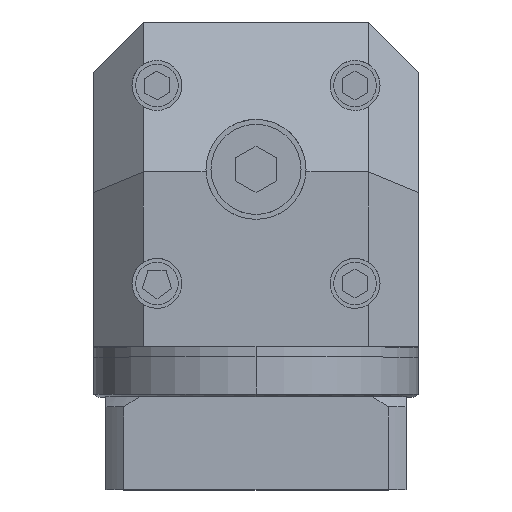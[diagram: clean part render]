
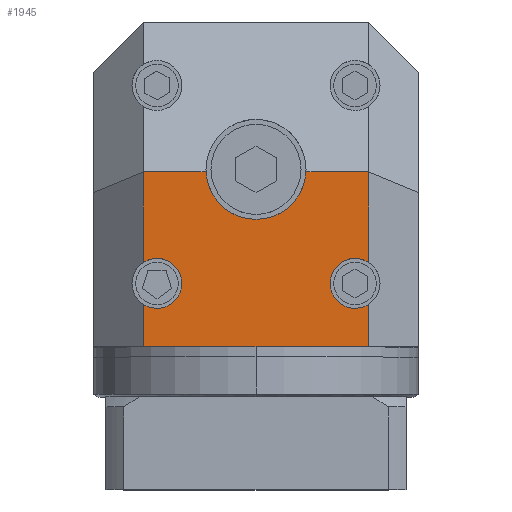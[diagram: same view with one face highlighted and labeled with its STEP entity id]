
A CAD part, top view. The second image highlights one B-rep face of the part: STEP entity #1945.
In plain terms, the highlighted planar face has unit normal (0, 0, 1).
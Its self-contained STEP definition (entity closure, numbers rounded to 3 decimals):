
#93 = DIRECTION ( 'NONE',  ( 0., 0., -1. ) ) ;
#257 = CARTESIAN_POINT ( 'NONE',  ( -9.987, 2.5, 65. ) ) ;
#295 = CIRCLE ( 'NONE', #7237, 5. ) ;
#371 = ORIENTED_EDGE ( 'NONE', *, *, #7084, .T. ) ;
#473 = CARTESIAN_POINT ( 'NONE',  ( 9.987, 2.5, 65. ) ) ;
#736 = DIRECTION ( 'NONE',  ( 0., 1., 0. ) ) ;
#894 = CIRCLE ( 'NONE', #10522, 5. ) ;
#916 = VERTEX_POINT ( 'NONE', #2866 ) ;
#920 = CARTESIAN_POINT ( 'NONE',  ( 0., 2.5, 65. ) ) ;
#934 = CARTESIAN_POINT ( 'NONE',  ( 22.5, 0., 65. ) ) ;
#1039 = AXIS2_PLACEMENT_3D ( 'NONE', #1529, #7647, #2399 ) ;
#1140 = ORIENTED_EDGE ( 'NONE', *, *, #8110, .F. ) ;
#1226 = CARTESIAN_POINT ( 'NONE',  ( -22.5, 2.5, 65. ) ) ;
#1249 = ORIENTED_EDGE ( 'NONE', *, *, #9706, .T. ) ;
#1301 = VECTOR ( 'NONE', #736, 1000. ) ;
#1326 = LINE ( 'NONE', #9522, #1602 ) ;
#1440 = DIRECTION ( 'NONE',  ( 0., 0., 1. ) ) ;
#1529 = CARTESIAN_POINT ( 'NONE',  ( -19.799, -19.799, 65. ) ) ;
#1559 = VERTEX_POINT ( 'NONE', #1226 ) ;
#1602 = VECTOR ( 'NONE', #4256, 1000. ) ;
#1678 = VERTEX_POINT ( 'NONE', #10207 ) ;
#1729 = VERTEX_POINT ( 'NONE', #10311 ) ;
#1804 = DIRECTION ( 'NONE',  ( 0., -1., 0. ) ) ;
#1815 = DIRECTION ( 'NONE',  ( 0., 1., 0. ) ) ;
#1945 = ADVANCED_FACE ( 'NONE', ( #6670 ), #4472, .F. ) ;
#2028 = CARTESIAN_POINT ( 'NONE',  ( 19.799, -19.799, 65. ) ) ;
#2108 = CARTESIAN_POINT ( 'NONE',  ( -32.5, -32.5, 65. ) ) ;
#2156 = AXIS2_PLACEMENT_3D ( 'NONE', #10607, #93, #6215 ) ;
#2257 = EDGE_CURVE ( 'NONE', #1559, #4035, #3101, .T. ) ;
#2399 = DIRECTION ( 'NONE',  ( -1., 0., 0. ) ) ;
#2407 = LINE ( 'NONE', #2108, #4741 ) ;
#2449 = CIRCLE ( 'NONE', #6586, 5. ) ;
#2704 = CARTESIAN_POINT ( 'NONE',  ( 19.799, -19.799, 65. ) ) ;
#2723 = CARTESIAN_POINT ( 'NONE',  ( -22.5, -32.5, 65. ) ) ;
#2822 = VECTOR ( 'NONE', #1804, 1000. ) ;
#2828 = VECTOR ( 'NONE', #8970, 1000. ) ;
#2852 = LINE ( 'NONE', #920, #9592 ) ;
#2866 = CARTESIAN_POINT ( 'NONE',  ( -14.799, -19.799, 65. ) ) ;
#2891 = DIRECTION ( 'NONE',  ( 1., 0., 0. ) ) ;
#3039 = AXIS2_PLACEMENT_3D ( 'NONE', #10198, #4917, #11078 ) ;
#3063 = CARTESIAN_POINT ( 'NONE',  ( -22.5, 0., 65. ) ) ;
#3101 = LINE ( 'NONE', #4402, #2822 ) ;
#3352 = ORIENTED_EDGE ( 'NONE', *, *, #7699, .F. ) ;
#3370 = LINE ( 'NONE', #8076, #2828 ) ;
#3530 = ORIENTED_EDGE ( 'NONE', *, *, #6722, .T. ) ;
#3576 = DIRECTION ( 'NONE',  ( 1., 0., 0. ) ) ;
#3616 = CARTESIAN_POINT ( 'NONE',  ( -22.5, -15.591, 65. ) ) ;
#3755 = EDGE_CURVE ( 'NONE', #7701, #1559, #1326, .T. ) ;
#3925 = ORIENTED_EDGE ( 'NONE', *, *, #5986, .F. ) ;
#4035 = VERTEX_POINT ( 'NONE', #3616 ) ;
#4094 = LINE ( 'NONE', #3063, #6142 ) ;
#4153 = ORIENTED_EDGE ( 'NONE', *, *, #4160, .T. ) ;
#4160 = EDGE_CURVE ( 'NONE', #4941, #10103, #2407, .T. ) ;
#4256 = DIRECTION ( 'NONE',  ( -1., 0., 0. ) ) ;
#4402 = CARTESIAN_POINT ( 'NONE',  ( -22.5, 0., 65. ) ) ;
#4472 = PLANE ( 'NONE',  #2156 ) ;
#4741 = VECTOR ( 'NONE', #10018, 1000. ) ;
#4837 = CARTESIAN_POINT ( 'NONE',  ( 14.799, -19.799, 65. ) ) ;
#4917 = DIRECTION ( 'NONE',  ( 0., 0., 1. ) ) ;
#4941 = VERTEX_POINT ( 'NONE', #2723 ) ;
#4989 = CIRCLE ( 'NONE', #3039, 10. ) ;
#4998 = ORIENTED_EDGE ( 'NONE', *, *, #2257, .T. ) ;
#5032 = EDGE_LOOP ( 'NONE', ( #371, #5170, #9521, #4998, #8859, #1140, #3530, #4153, #5099, #5937, #3925, #3352, #1249 ) ) ;
#5099 = ORIENTED_EDGE ( 'NONE', *, *, #7656, .T. ) ;
#5170 = ORIENTED_EDGE ( 'NONE', *, *, #9550, .F. ) ;
#5418 = EDGE_CURVE ( 'NONE', #7627, #8910, #10855, .T. ) ;
#5937 = ORIENTED_EDGE ( 'NONE', *, *, #5418, .T. ) ;
#5945 = LINE ( 'NONE', #11254, #1301 ) ;
#5986 = EDGE_CURVE ( 'NONE', #10590, #8910, #2449, .T. ) ;
#6076 = VERTEX_POINT ( 'NONE', #8128 ) ;
#6142 = VECTOR ( 'NONE', #10106, 1000. ) ;
#6151 = DIRECTION ( 'NONE',  ( -1., 0., 0. ) ) ;
#6158 = VECTOR ( 'NONE', #1815, 1000. ) ;
#6215 = DIRECTION ( 'NONE',  ( -1., 0., 0. ) ) ;
#6586 = AXIS2_PLACEMENT_3D ( 'NONE', #2704, #8875, #3576 ) ;
#6670 = FACE_OUTER_BOUND ( 'NONE', #5032, .T. ) ;
#6674 = CARTESIAN_POINT ( 'NONE',  ( -19.799, -19.799, 65. ) ) ;
#6722 = EDGE_CURVE ( 'NONE', #6076, #4941, #4094, .T. ) ;
#7038 = CARTESIAN_POINT ( 'NONE',  ( 22.5, -24.007, 65. ) ) ;
#7084 = EDGE_CURVE ( 'NONE', #1678, #7853, #2852, .T. ) ;
#7237 = AXIS2_PLACEMENT_3D ( 'NONE', #6674, #1440, #7556 ) ;
#7556 = DIRECTION ( 'NONE',  ( -1., 0., 0. ) ) ;
#7627 = VERTEX_POINT ( 'NONE', #10689 ) ;
#7647 = DIRECTION ( 'NONE',  ( 0., 0., 1. ) ) ;
#7656 = EDGE_CURVE ( 'NONE', #10103, #7627, #3370, .T. ) ;
#7699 = EDGE_CURVE ( 'NONE', #1729, #10590, #894, .T. ) ;
#7701 = VERTEX_POINT ( 'NONE', #257 ) ;
#7853 = VERTEX_POINT ( 'NONE', #473 ) ;
#8076 = CARTESIAN_POINT ( 'NONE',  ( -32.5, -32.5, 65. ) ) ;
#8110 = EDGE_CURVE ( 'NONE', #6076, #916, #8467, .T. ) ;
#8128 = CARTESIAN_POINT ( 'NONE',  ( -22.5, -24.007, 65. ) ) ;
#8157 = DIRECTION ( 'NONE',  ( 0., 0., 1. ) ) ;
#8467 = CIRCLE ( 'NONE', #1039, 5. ) ;
#8526 = CARTESIAN_POINT ( 'NONE',  ( 0., -32.5, 65. ) ) ;
#8859 = ORIENTED_EDGE ( 'NONE', *, *, #10603, .F. ) ;
#8875 = DIRECTION ( 'NONE',  ( 0., 0., 1. ) ) ;
#8910 = VERTEX_POINT ( 'NONE', #7038 ) ;
#8970 = DIRECTION ( 'NONE',  ( 1., 0., 0. ) ) ;
#9521 = ORIENTED_EDGE ( 'NONE', *, *, #3755, .T. ) ;
#9522 = CARTESIAN_POINT ( 'NONE',  ( 0., 2.5, 65. ) ) ;
#9550 = EDGE_CURVE ( 'NONE', #7701, #7853, #4989, .T. ) ;
#9592 = VECTOR ( 'NONE', #6151, 1000. ) ;
#9706 = EDGE_CURVE ( 'NONE', #1729, #1678, #5945, .T. ) ;
#10018 = DIRECTION ( 'NONE',  ( 1., 0., 0. ) ) ;
#10103 = VERTEX_POINT ( 'NONE', #8526 ) ;
#10106 = DIRECTION ( 'NONE',  ( 0., -1., 0. ) ) ;
#10198 = CARTESIAN_POINT ( 'NONE',  ( 0., 3., 65. ) ) ;
#10207 = CARTESIAN_POINT ( 'NONE',  ( 22.5, 2.5, 65. ) ) ;
#10311 = CARTESIAN_POINT ( 'NONE',  ( 22.5, -15.591, 65. ) ) ;
#10522 = AXIS2_PLACEMENT_3D ( 'NONE', #2028, #8157, #2891 ) ;
#10590 = VERTEX_POINT ( 'NONE', #4837 ) ;
#10603 = EDGE_CURVE ( 'NONE', #916, #4035, #295, .T. ) ;
#10607 = CARTESIAN_POINT ( 'NONE',  ( 0., 0., 65. ) ) ;
#10689 = CARTESIAN_POINT ( 'NONE',  ( 22.5, -32.5, 65. ) ) ;
#10855 = LINE ( 'NONE', #934, #6158 ) ;
#11078 = DIRECTION ( 'NONE',  ( 1., 0., 0. ) ) ;
#11254 = CARTESIAN_POINT ( 'NONE',  ( 22.5, 0., 65. ) ) ;
